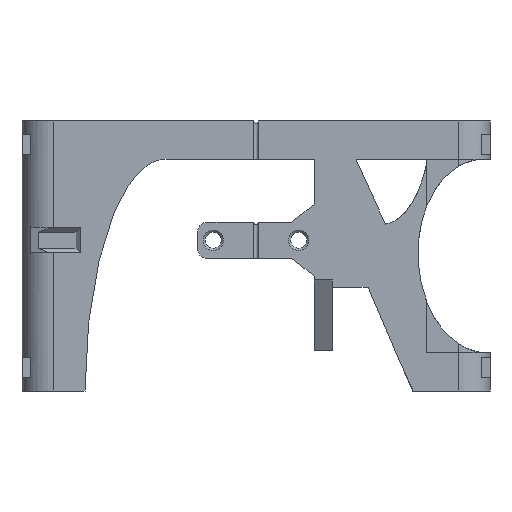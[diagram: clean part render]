
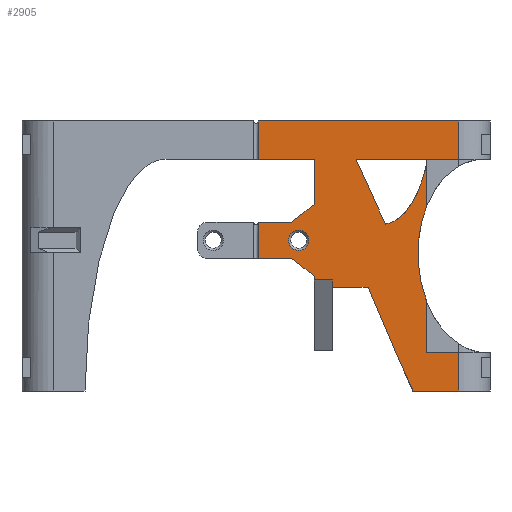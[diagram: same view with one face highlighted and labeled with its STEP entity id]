
A CAD part, front view. The second image highlights one B-rep face of the part: STEP entity #2905.
In plain terms, the highlighted planar face has unit normal (0, -1, 0).
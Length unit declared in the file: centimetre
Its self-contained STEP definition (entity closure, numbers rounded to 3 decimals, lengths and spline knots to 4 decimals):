
#122=ELLIPSE('',#3080,2.1512,1.5008);
#123=ELLIPSE('',#3081,2.3,1.1);
#152=CIRCLE('',#3082,0.225);
#230=VERTEX_POINT('',#3927);
#231=VERTEX_POINT('',#3929);
#238=VERTEX_POINT('',#3942);
#239=VERTEX_POINT('',#3944);
#250=VERTEX_POINT('',#3970);
#251=VERTEX_POINT('',#3972);
#274=VERTEX_POINT('',#4023);
#275=VERTEX_POINT('',#4025);
#291=VERTEX_POINT('',#4060);
#294=VERTEX_POINT('',#4068);
#295=VERTEX_POINT('',#4070);
#298=VERTEX_POINT('',#4083);
#299=VERTEX_POINT('',#4085);
#300=VERTEX_POINT('',#4087);
#301=VERTEX_POINT('',#4089);
#302=VERTEX_POINT('',#4091);
#303=VERTEX_POINT('',#4092);
#304=VERTEX_POINT('',#4094);
#305=VERTEX_POINT('',#4096);
#306=VERTEX_POINT('',#4098);
#307=VERTEX_POINT('',#4099);
#308=VERTEX_POINT('',#4101);
#309=VERTEX_POINT('',#4103);
#310=VERTEX_POINT('',#4105);
#311=VERTEX_POINT('',#4107);
#312=VERTEX_POINT('',#4108);
#313=VERTEX_POINT('',#4112);
#525=VECTOR('',#3284,1.);
#532=VECTOR('',#3291,1.);
#543=VECTOR('',#3311,1.);
#560=VECTOR('',#3340,1.);
#564=VECTOR('',#3345,1.);
#579=VECTOR('',#3366,1.);
#584=VECTOR('',#3372,1.);
#586=VECTOR('',#3375,1.);
#590=VECTOR('',#3381,1.);
#591=VECTOR('',#3382,1.);
#592=VECTOR('',#3383,1.);
#593=VECTOR('',#3384,1.);
#594=VECTOR('',#3385,1.);
#595=VECTOR('',#3390,1.);
#596=VECTOR('',#3391,1.);
#597=VECTOR('',#3392,1.);
#598=VECTOR('',#3393,1.);
#599=VECTOR('',#3394,1.);
#600=VECTOR('',#3395,1.);
#601=VECTOR('',#3396,1.);
#602=VECTOR('',#3397,1.);
#849=LINE('',#3928,#525);
#856=LINE('',#3943,#532);
#867=LINE('',#3971,#543);
#884=LINE('',#4015,#560);
#888=LINE('',#4024,#564);
#903=LINE('',#4059,#579);
#908=LINE('',#4069,#584);
#910=LINE('',#4073,#586);
#914=LINE('',#4081,#590);
#915=LINE('',#4082,#591);
#916=LINE('',#4084,#592);
#917=LINE('',#4086,#593);
#918=LINE('',#4088,#594);
#919=LINE('',#4095,#595);
#920=LINE('',#4097,#596);
#921=LINE('',#4100,#597);
#922=LINE('',#4102,#598);
#923=LINE('',#4104,#599);
#924=LINE('',#4106,#600);
#925=LINE('',#4109,#601);
#926=LINE('',#4110,#602);
#1173=EDGE_CURVE('',#231,#230,#849,.T.);
#1181=EDGE_CURVE('',#239,#238,#856,.T.);
#1195=EDGE_CURVE('',#251,#250,#867,.T.);
#1222=EDGE_CURVE('',#275,#274,#888,.T.);
#1240=EDGE_CURVE('',#291,#275,#903,.T.);
#1245=EDGE_CURVE('',#295,#294,#908,.T.);
#1247=EDGE_CURVE('',#230,#291,#910,.T.);
#1252=EDGE_CURVE('',#274,#295,#914,.T.);
#1253=EDGE_CURVE('',#298,#294,#915,.T.);
#1254=EDGE_CURVE('',#298,#299,#916,.T.);
#1255=EDGE_CURVE('',#300,#299,#917,.T.);
#1256=EDGE_CURVE('',#300,#301,#918,.T.);
#1257=EDGE_CURVE('',#301,#302,#122,.T.);
#1258=EDGE_CURVE('',#302,#303,#918,.T.);
#1259=EDGE_CURVE('',#304,#303,#123,.T.);
#1260=EDGE_CURVE('',#304,#305,#919,.T.);
#1261=EDGE_CURVE('',#305,#306,#920,.T.);
#1262=EDGE_CURVE('',#306,#307,#920,.T.);
#1263=EDGE_CURVE('',#307,#308,#921,.T.);
#1264=EDGE_CURVE('',#309,#308,#922,.T.);
#1265=EDGE_CURVE('',#309,#310,#923,.T.);
#1266=EDGE_CURVE('',#310,#239,#920,.T.);
#1267=EDGE_CURVE('',#238,#311,#924,.T.);
#1268=EDGE_CURVE('',#312,#311,#884,.T.);
#1269=EDGE_CURVE('',#312,#251,#925,.T.);
#1270=EDGE_CURVE('',#250,#231,#926,.T.);
#1271=EDGE_CURVE('',#313,#313,#152,.T.);
#1714=ORIENTED_EDGE('',*,*,#1222,.T.);
#1715=ORIENTED_EDGE('',*,*,#1252,.T.);
#1716=ORIENTED_EDGE('',*,*,#1245,.T.);
#1717=ORIENTED_EDGE('',*,*,#1253,.F.);
#1718=ORIENTED_EDGE('',*,*,#1254,.T.);
#1719=ORIENTED_EDGE('',*,*,#1255,.F.);
#1720=ORIENTED_EDGE('',*,*,#1256,.T.);
#1721=ORIENTED_EDGE('',*,*,#1257,.T.);
#1722=ORIENTED_EDGE('',*,*,#1258,.T.);
#1723=ORIENTED_EDGE('',*,*,#1259,.F.);
#1724=ORIENTED_EDGE('',*,*,#1260,.T.);
#1725=ORIENTED_EDGE('',*,*,#1261,.T.);
#1726=ORIENTED_EDGE('',*,*,#1262,.T.);
#1727=ORIENTED_EDGE('',*,*,#1263,.T.);
#1728=ORIENTED_EDGE('',*,*,#1264,.F.);
#1729=ORIENTED_EDGE('',*,*,#1265,.T.);
#1730=ORIENTED_EDGE('',*,*,#1266,.T.);
#1731=ORIENTED_EDGE('',*,*,#1181,.T.);
#1732=ORIENTED_EDGE('',*,*,#1267,.T.);
#1733=ORIENTED_EDGE('',*,*,#1268,.F.);
#1734=ORIENTED_EDGE('',*,*,#1269,.T.);
#1735=ORIENTED_EDGE('',*,*,#1195,.T.);
#1736=ORIENTED_EDGE('',*,*,#1270,.T.);
#1737=ORIENTED_EDGE('',*,*,#1173,.T.);
#1738=ORIENTED_EDGE('',*,*,#1247,.T.);
#1739=ORIENTED_EDGE('',*,*,#1240,.T.);
#1740=ORIENTED_EDGE('',*,*,#1271,.F.);
#2503=EDGE_LOOP('',(#1714,#1715,#1716,#1717,#1718,#1719,#1720,#1721,#1722,
#1723,#1724,#1725,#1726,#1727,#1728,#1729,#1730,#1731,#1732,#1733,#1734,
#1735,#1736,#1737,#1738,#1739));
#2504=EDGE_LOOP('',(#1740));
#2706=FACE_BOUND('',#2503,.T.);
#2707=FACE_BOUND('',#2504,.T.);
#2905=ADVANCED_FACE('',(#2706,#2707),#4919,.T.);
#3079=AXIS2_PLACEMENT_3D('',#4080,#3380,$);
#3080=AXIS2_PLACEMENT_3D('',#4090,#3386,#3387);
#3081=AXIS2_PLACEMENT_3D('',#4093,#3388,#3389);
#3082=AXIS2_PLACEMENT_3D('',#4111,#3398,#3399);
#3284=DIRECTION('',(0.,0.,-1.));
#3291=DIRECTION('',(0.,0.,-1.));
#3311=DIRECTION('',(1.,0.,0.));
#3340=DIRECTION('',(1.,0.,0.));
#3345=DIRECTION('',(1.,0.,0.));
#3366=DIRECTION('',(0.,0.,-1.));
#3372=DIRECTION('',(0.407,0.,-0.913));
#3375=DIRECTION('',(1.,0.,0.));
#3380=DIRECTION('',(0.,-1.,0.));
#3381=DIRECTION('',(0.389,0.,-0.921));
#3382=DIRECTION('',(-1.,0.,0.));
#3383=DIRECTION('',(0.,0.,1.));
#3384=DIRECTION('',(1.,0.,0.));
#3385=DIRECTION('',(0.,0.,1.));
#3386=DIRECTION('',(0.,1.,0.));
#3387=DIRECTION('',(0.072,0.,-2.15));
#3388=DIRECTION('',(0.,-1.,0.));
#3389=DIRECTION('',(0.,0.,2.3));
#3390=DIRECTION('',(-0.413,0.,0.911));
#3391=DIRECTION('',(1.,0.,0.));
#3392=DIRECTION('',(0.,0.,1.));
#3393=DIRECTION('',(1.,0.,0.));
#3394=DIRECTION('',(0.,0.,-1.));
#3395=DIRECTION('',(-0.781,0.,-0.625));
#3396=DIRECTION('',(0.,0.,-1.));
#3397=DIRECTION('',(0.781,0.,-0.625));
#3398=DIRECTION('',(0.,-1.,0.));
#3399=DIRECTION('',(-0.225,0.,0.));
#3927=CARTESIAN_POINT('',(1.293,-2.7,-0.5333));
#3928=CARTESIAN_POINT('',(1.293,-2.7,-0.45));
#3929=CARTESIAN_POINT('',(1.293,-2.7,-0.45));
#3942=CARTESIAN_POINT('',(1.293,-2.7,1.15));
#3943=CARTESIAN_POINT('',(1.293,-2.7,3.));
#3944=CARTESIAN_POINT('',(1.293,-2.7,2.15));
#3970=CARTESIAN_POINT('',(0.793,-2.7,-0.05));
#3971=CARTESIAN_POINT('',(-1.293,-2.7,-0.05));
#3972=CARTESIAN_POINT('',(0.05,-2.7,-0.05));
#4015=CARTESIAN_POINT('',(-1.293,-2.7,0.75));
#4023=CARTESIAN_POINT('',(2.4922,-2.7,-0.6915));
#4024=CARTESIAN_POINT('',(-1.2037,-2.7,-0.6915));
#4025=CARTESIAN_POINT('',(1.693,-2.7,-0.6915));
#4059=CARTESIAN_POINT('',(1.693,-2.7,0.0677));
#4060=CARTESIAN_POINT('',(1.693,-2.7,-0.5333));
#4068=CARTESIAN_POINT('',(3.4868,-2.7,-3.));
#4069=CARTESIAN_POINT('',(1.693,-2.7,1.023));
#4070=CARTESIAN_POINT('',(3.1078,-2.7,-2.15));
#4073=CARTESIAN_POINT('',(-1.6035,-2.7,-0.5333));
#4080=CARTESIAN_POINT('',(-4.5,-2.7,2.575));
#4081=CARTESIAN_POINT('',(1.293,-2.7,2.15));
#4082=CARTESIAN_POINT('',(4.5,-2.7,-3.));
#4083=CARTESIAN_POINT('',(4.5,-2.7,-3.));
#4084=CARTESIAN_POINT('',(4.5,-2.7,-2.575));
#4085=CARTESIAN_POINT('',(4.5,-2.7,-2.15));
#4086=CARTESIAN_POINT('',(4.286,-2.7,-2.15));
#4087=CARTESIAN_POINT('',(3.7976,-2.7,-2.15));
#4088=CARTESIAN_POINT('',(3.7976,-2.7,0.2125));
#4089=CARTESIAN_POINT('',(3.7976,-2.7,-1.0244));
#4090=CARTESIAN_POINT('',(5.1,-2.7,0.));
#4091=CARTESIAN_POINT('',(3.7976,-2.7,1.1161));
#4092=CARTESIAN_POINT('',(3.7976,-2.7,2.063));
#4093=CARTESIAN_POINT('',(2.793,-2.7,3.));
#4094=CARTESIAN_POINT('',(2.8771,-2.7,0.7067));
#4095=CARTESIAN_POINT('',(4.171,-2.7,-2.15));
#4096=CARTESIAN_POINT('',(2.2233,-2.7,2.15));
#4097=CARTESIAN_POINT('',(-4.5,-2.7,2.15));
#4098=CARTESIAN_POINT('',(3.7976,-2.7,2.15));
#4099=CARTESIAN_POINT('',(4.5,-2.7,2.15));
#4100=CARTESIAN_POINT('',(4.5,-2.7,2.15));
#4101=CARTESIAN_POINT('',(4.5,-2.7,3.));
#4102=CARTESIAN_POINT('',(-4.5,-2.7,3.));
#4103=CARTESIAN_POINT('',(0.05,-2.7,3.));
#4104=CARTESIAN_POINT('',(0.05,-2.7,0.));
#4105=CARTESIAN_POINT('',(0.05,-2.7,2.15));
#4106=CARTESIAN_POINT('',(1.293,-2.7,1.15));
#4107=CARTESIAN_POINT('',(0.793,-2.7,0.75));
#4108=CARTESIAN_POINT('',(0.05,-2.7,0.75));
#4109=CARTESIAN_POINT('',(0.05,-2.7,0.));
#4110=CARTESIAN_POINT('',(0.793,-2.7,-0.05));
#4111=CARTESIAN_POINT('',(0.95,-2.7,0.35));
#4112=CARTESIAN_POINT('',(1.175,-2.7,0.35));
#4919=PLANE('',#3079);
